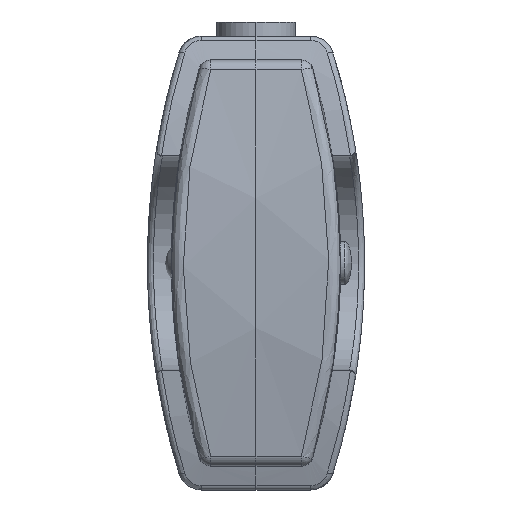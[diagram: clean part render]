
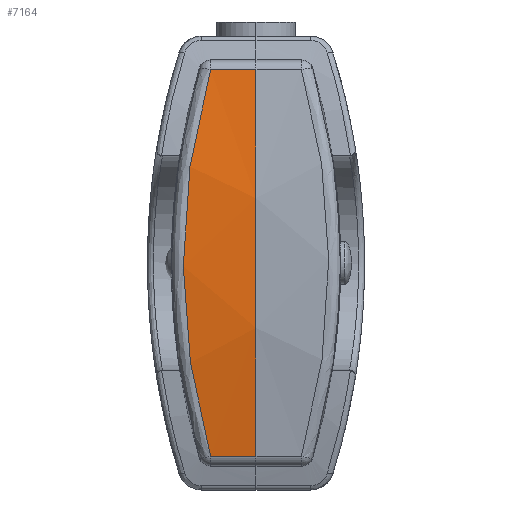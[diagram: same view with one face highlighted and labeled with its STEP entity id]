
A CAD part, left-side view. The second image highlights one B-rep face of the part: STEP entity #7164.
In plain terms, the highlighted cylindrical face has radius 42.5 mm (diameter 85 mm), a partial arc.
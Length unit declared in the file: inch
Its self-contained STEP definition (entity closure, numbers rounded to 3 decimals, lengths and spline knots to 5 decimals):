
#65 = CYLINDRICAL_SURFACE ( 'NONE', #7542, 1.67323 ) ;
#188 = CARTESIAN_POINT ( 'NONE',  ( -0.1853, 0.11984, 0.05466 ) ) ;
#203 = VECTOR ( 'NONE', #3264, 39.37008 ) ;
#699 = CARTESIAN_POINT ( 'NONE',  ( -0.17232, 0.10086, -0.21476 ) ) ;
#973 = EDGE_CURVE ( 'NONE', #6158, #6481, #5024, .T. ) ;
#1597 = ORIENTED_EDGE ( 'NONE', *, *, #973, .T. ) ;
#1657 = CIRCLE ( 'NONE', #3113, 1.67323 ) ;
#1791 = CARTESIAN_POINT ( 'NONE',  ( -0.15467, 0.07473, -0.31871 ) ) ;
#1883 = CARTESIAN_POINT ( 'NONE',  ( -0.1853, 0.11984, -0.05468 ) ) ;
#1907 = CARTESIAN_POINT ( 'NONE',  ( -0.17232, 0.10086, 0.21476 ) ) ;
#2163 = DIRECTION ( 'NONE',  ( 0., 1., 0. ) ) ;
#2485 = CARTESIAN_POINT ( 'NONE',  ( -0.15467, 0.07473, 0.31871 ) ) ;
#2535 = CARTESIAN_POINT ( 'NONE',  ( -0.15467, 0.07473, 0.31871 ) ) ;
#2548 = EDGE_CURVE ( 'NONE', #7365, #6917, #6730, .T. ) ;
#2576 = EDGE_LOOP ( 'NONE', ( #3646, #2708, #1597, #5500 ) ) ;
#2644 = CARTESIAN_POINT ( 'NONE',  ( -0.15467, 0.19685, -0.31871 ) ) ;
#2708 = ORIENTED_EDGE ( 'NONE', *, *, #7142, .T. ) ;
#2752 = DIRECTION ( 'NONE',  ( 0., -1., 0. ) ) ;
#2793 = FACE_OUTER_BOUND ( 'NONE', #2576, .T. ) ;
#3113 = AXIS2_PLACEMENT_3D ( 'NONE', #5793, #2163, #5720 ) ;
#3126 = CARTESIAN_POINT ( 'NONE',  ( -0.15467, 0.07473, -0.31871 ) ) ;
#3196 = CARTESIAN_POINT ( 'NONE',  ( -0.16468, 0.08964, 0.26711 ) ) ;
#3264 = DIRECTION ( 'NONE',  ( 0., -1., 0. ) ) ;
#3377 = DIRECTION ( 'NONE',  ( 0., 0., -1. ) ) ;
#3646 = ORIENTED_EDGE ( 'NONE', *, *, #2548, .T. ) ;
#3856 = DIRECTION ( 'NONE',  ( 0., 1., 0. ) ) ;
#3879 = CARTESIAN_POINT ( 'NONE',  ( -0.15467, 0.19685, 0.31871 ) ) ;
#3902 = B_SPLINE_CURVE_WITH_KNOTS ( 'NONE', 3,
 ( #2535, #3196, #1907, #4986, #188, #1883, #6747, #699, #6107, #3126 ),
 .UNSPECIFIED., .F., .F.,
 ( 4, 2, 2, 2, 4 ),
 ( 0., 0.00411, 0.00821, 0.01232, 0.01643 ),
 .UNSPECIFIED. ) ;
#4822 = CARTESIAN_POINT ( 'NONE',  ( -0.15467, 0., 0.31871 ) ) ;
#4986 = CARTESIAN_POINT ( 'NONE',  ( -0.18263, 0.11596, 0.10854 ) ) ;
#5024 = LINE ( 'NONE', #3879, #6452 ) ;
#5500 = ORIENTED_EDGE ( 'NONE', *, *, #5621, .T. ) ;
#5621 = EDGE_CURVE ( 'NONE', #6481, #7365, #3902, .T. ) ;
#5720 = DIRECTION ( 'NONE',  ( 0., 0., 1. ) ) ;
#5793 = CARTESIAN_POINT ( 'NONE',  ( 1.48793, 0., 0. ) ) ;
#6107 = CARTESIAN_POINT ( 'NONE',  ( -0.16468, 0.08964, -0.26711 ) ) ;
#6158 = VERTEX_POINT ( 'NONE', #4822 ) ;
#6366 = CARTESIAN_POINT ( 'NONE',  ( 1.48793, 0.19685, 0. ) ) ;
#6452 = VECTOR ( 'NONE', #3856, 39.37008 ) ;
#6481 = VERTEX_POINT ( 'NONE', #2485 ) ;
#6730 = LINE ( 'NONE', #2644, #203 ) ;
#6747 = CARTESIAN_POINT ( 'NONE',  ( -0.18263, 0.11596, -0.10854 ) ) ;
#6917 = VERTEX_POINT ( 'NONE', #7793 ) ;
#7142 = EDGE_CURVE ( 'NONE', #6917, #6158, #1657, .T. ) ;
#7164 = ADVANCED_FACE ( 'NONE', ( #2793 ), #65, .T. ) ;
#7365 = VERTEX_POINT ( 'NONE', #1791 ) ;
#7542 = AXIS2_PLACEMENT_3D ( 'NONE', #6366, #2752, #3377 ) ;
#7793 = CARTESIAN_POINT ( 'NONE',  ( -0.15467, 0., -0.31871 ) ) ;
